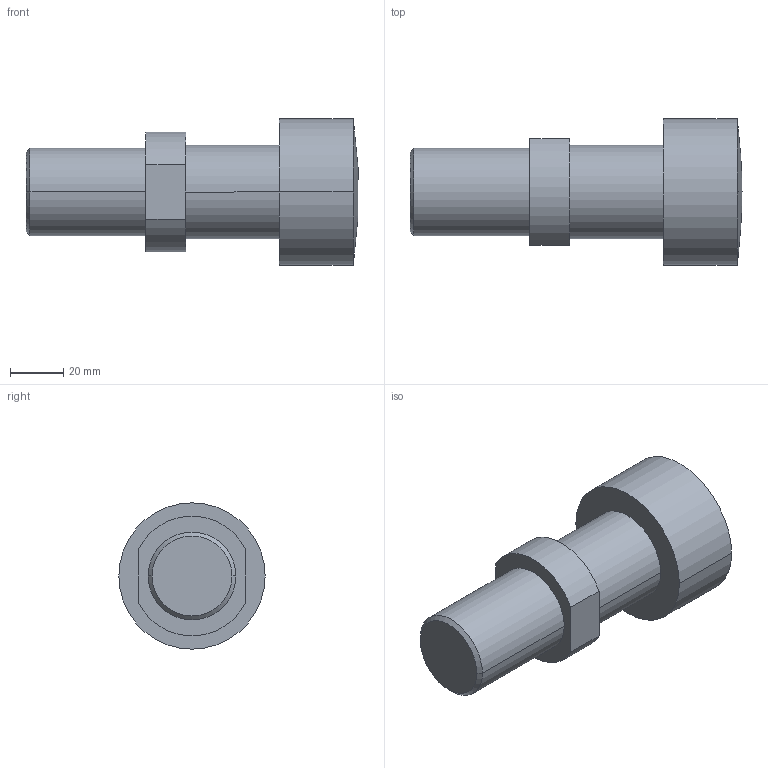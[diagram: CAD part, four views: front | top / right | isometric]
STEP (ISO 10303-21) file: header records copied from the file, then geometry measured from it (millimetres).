
FILE_DESCRIPTION((''),'2;1');
FILE_NAME('EHM167.stp','2000-11-09T08:54:53',(''),(''),'AutoCAD STEP 2000','AutoCAD 2000',', , ');
FILE_SCHEMA(('CONFIG_CONTROL_DESIGN'));
Length unit declared in the file: millimetre
Bounding box: 124.78 x 55 x 55 mm (x, y, z)
Volume: 163483.5 mm3; surface area: 21223.6 mm2
Topology: 1 solids, 3 shells, 46 faces, 109 edges, 72 vertices
Faces by surface type: plane 33, cylinder 8, sphere 2, cone 2, bspline 1
Entity records: 1411 total; most frequent: CARTESIAN_POINT 231, DIRECTION 222, ORIENTED_EDGE 218, EDGE_CURVE 109, VECTOR 88, LINE 88, VERTEX_POINT 72, AXIS2_PLACEMENT_3D 67
